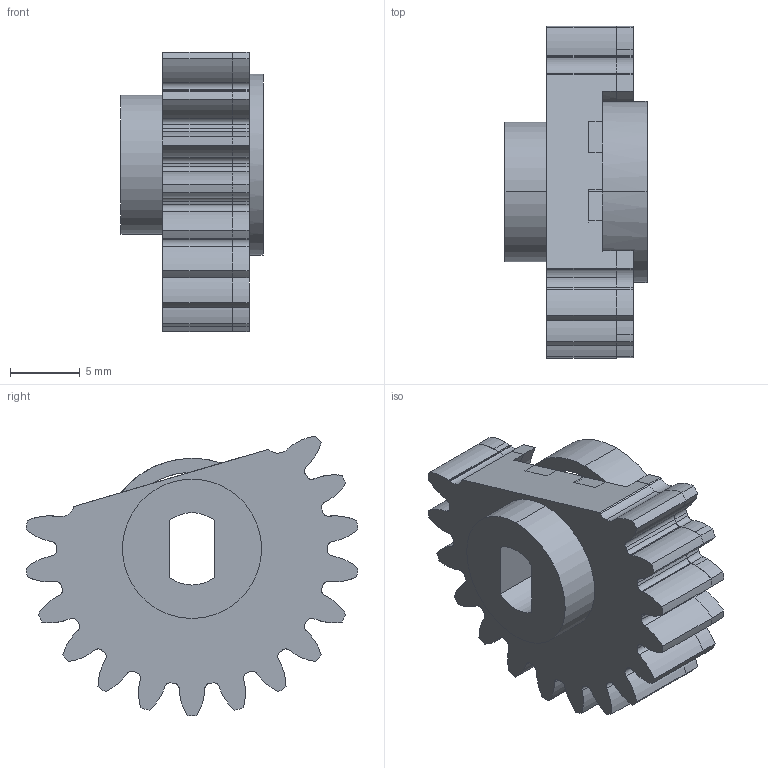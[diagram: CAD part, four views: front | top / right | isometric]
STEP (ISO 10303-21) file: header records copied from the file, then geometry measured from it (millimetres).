
FILE_DESCRIPTION (( 'STEP AP214' ), '1' );
FILE_NAME ('gear_smallcutted.STEP', '2019-06-05T17:18:35', ( '' ), ( '' ), 'SwSTEP 2.0', 'SolidWorks 2016', '' );
FILE_SCHEMA (( 'AUTOMOTIVE_DESIGN' ));
Length unit declared in the file: millimetre
Products named in the file (1): gear_smallcutted
Bounding box: 10.2 x 23.84 x 20.1 mm (x, y, z)
Surface area: 2182.8 mm2 (no closed solid volume)
Topology: 0 solids, 3 shells, 242 faces, 708 edges, 472 vertices
Faces by surface type: cylinder 219, plane 23
Entity records: 9674 total; most frequent: DIRECTION 1638, CARTESIAN_POINT 1423, ORIENTED_EDGE 1416, EDGE_CURVE 708, AXIS2_PLACEMENT_3D 687, VERTEX_POINT 472, CIRCLE 444, LINE 264
